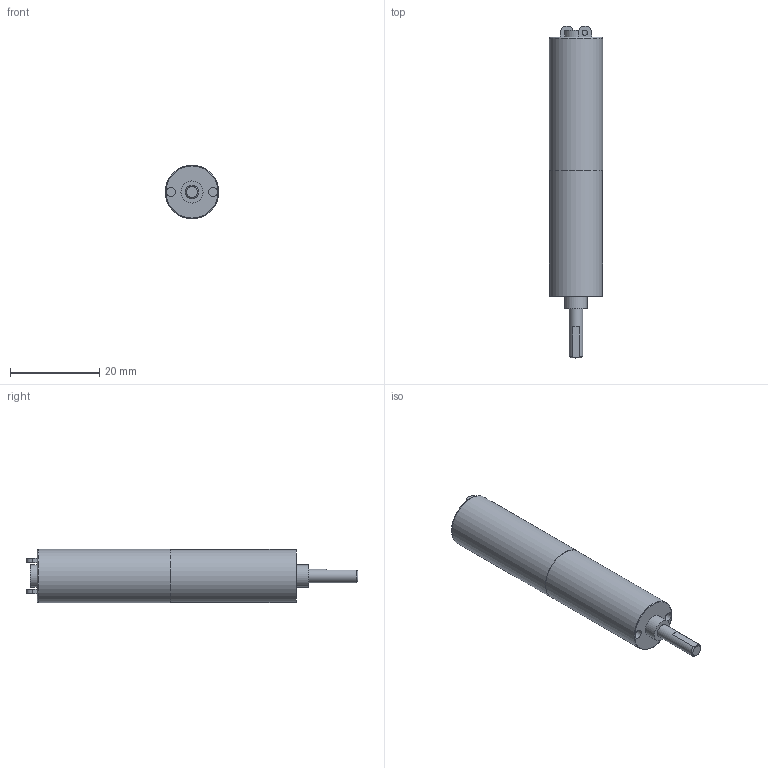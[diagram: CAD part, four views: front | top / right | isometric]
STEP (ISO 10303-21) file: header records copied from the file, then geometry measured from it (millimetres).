
FILE_DESCRIPTION((''),'2;1');
FILE_NAME('K12-1230 SERIES.stp','2015-02-26T17:41:12',('AHN'),(''),'Autodesk Inventor 2012','Autodesk Inventor 2012','');
FILE_SCHEMA(('CONFIG_CONTROL_DESIGN'));
Length unit declared in the file: millimetre
Products named in the file (1): K12-1230
Bounding box: 12 x 74.5 x 12 mm (x, y, z)
Volume: 6680.9 mm3; surface area: 2648.3 mm2
Topology: 1 solids, 1 shells, 32 faces, 64 edges, 42 vertices
Faces by surface type: plane 18, cylinder 11, torus 2, cone 1
Full cylindrical faces by diameter (mm): 1.2 x2, 2 x2, 3 x1, 5 x2, 11.9 x1, 12 x1
Entity records: 793 total; most frequent: DIRECTION 141, CARTESIAN_POINT 125, ORIENTED_EDGE 100, AXIS2_PLACEMENT_3D 59, EDGE_LOOP 56, EDGE_CURVE 50, VERTEX_POINT 40, FACE_OUTER_BOUND 32
